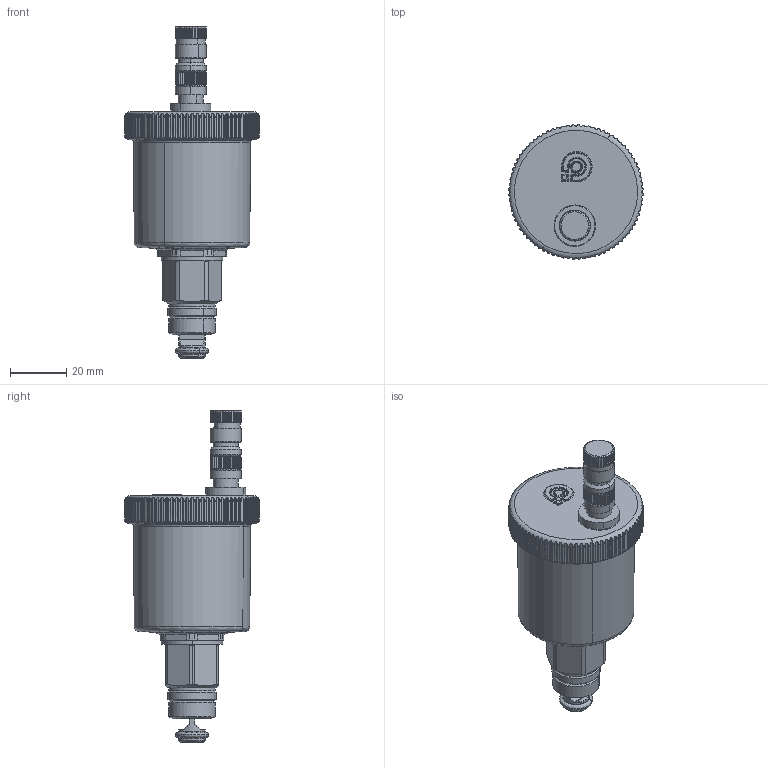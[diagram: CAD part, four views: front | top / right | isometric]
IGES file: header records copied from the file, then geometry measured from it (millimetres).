
Start section: START RECORD GO HERE.
Global section: file name: IGES_502133_-_TST.igs; native system: DASSAULT SYSTEMES CATIA Version 5-6 Release 2016 - www.3ds.com; preprocessor: V5-6R2016_5.26.4.0.01-18-2017.20.00; author: advantage; organization: CALEFFI; date: 20180927.153940; units: millimetre
Bounding box: 47.87 x 47.87 x 118.2 mm (x, y, z)
Surface area: 14107.2 mm2 (no closed solid volume)
Topology: 0 solids, 0 shells, 913 faces, 5171 edges, 5156 vertices
Faces by surface type: revolution 447, plane 425, bspline 41
